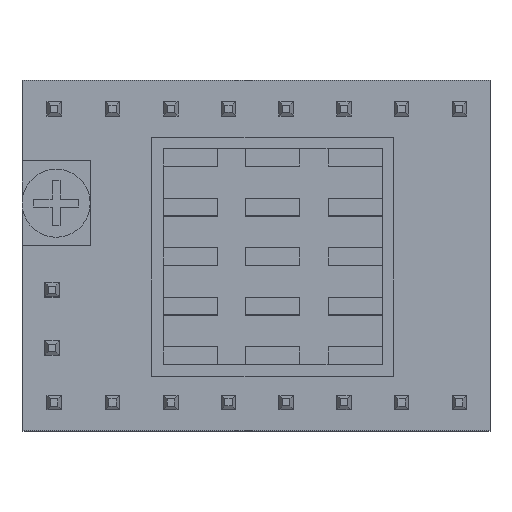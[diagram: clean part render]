
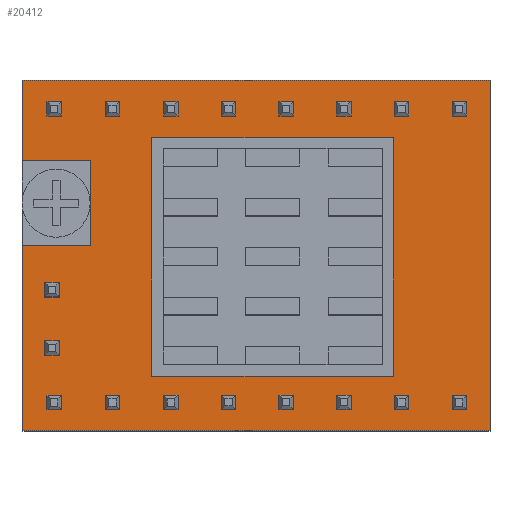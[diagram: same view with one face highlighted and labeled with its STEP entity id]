
A CAD part, top view. The second image highlights one B-rep face of the part: STEP entity #20412.
In plain terms, the highlighted planar face has unit normal (0, 0, 1).
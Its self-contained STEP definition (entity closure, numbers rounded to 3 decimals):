
#339=FACE_BOUND('',#1994,.T.);
#792=FACE_OUTER_BOUND('',#1993,.T.);
#1993=EDGE_LOOP('',(#14733,#14734,#14735,#14736));
#1994=EDGE_LOOP('',(#14737,#14738,#14739,#14740));
#3711=LINE('',#30170,#6487);
#3715=LINE('',#30179,#6491);
#3719=LINE('',#30185,#6495);
#3720=LINE('',#30187,#6496);
#3721=LINE('',#30190,#6497);
#3722=LINE('',#30192,#6498);
#3723=LINE('',#30194,#6499);
#3724=LINE('',#30195,#6500);
#6487=VECTOR('',#24708,1000.);
#6491=VECTOR('',#24714,1000.);
#6495=VECTOR('',#24722,1000.);
#6496=VECTOR('',#24725,1000.);
#6497=VECTOR('',#24726,1000.);
#6498=VECTOR('',#24727,1000.);
#6499=VECTOR('',#24728,1000.);
#6500=VECTOR('',#24729,1000.);
#8909=VERTEX_POINT('',#30167);
#8910=VERTEX_POINT('',#30169);
#8913=VERTEX_POINT('',#30176);
#8914=VERTEX_POINT('',#30178);
#8915=VERTEX_POINT('',#30188);
#8916=VERTEX_POINT('',#30189);
#8917=VERTEX_POINT('',#30191);
#8918=VERTEX_POINT('',#30193);
#11027=EDGE_CURVE('',#8910,#8909,#3711,.T.);
#11031=EDGE_CURVE('',#8914,#8913,#3715,.T.);
#11035=EDGE_CURVE('',#8910,#8913,#3719,.T.);
#11036=EDGE_CURVE('',#8909,#8914,#3720,.T.);
#11037=EDGE_CURVE('',#8915,#8916,#3721,.T.);
#11038=EDGE_CURVE('',#8916,#8917,#3722,.T.);
#11039=EDGE_CURVE('',#8917,#8918,#3723,.T.);
#11040=EDGE_CURVE('',#8918,#8915,#3724,.T.);
#14733=ORIENTED_EDGE('',*,*,#11036,.T.);
#14734=ORIENTED_EDGE('',*,*,#11031,.T.);
#14735=ORIENTED_EDGE('',*,*,#11035,.F.);
#14736=ORIENTED_EDGE('',*,*,#11027,.T.);
#14737=ORIENTED_EDGE('',*,*,#11037,.T.);
#14738=ORIENTED_EDGE('',*,*,#11038,.T.);
#14739=ORIENTED_EDGE('',*,*,#11039,.T.);
#14740=ORIENTED_EDGE('',*,*,#11040,.T.);
#18863=PLANE('',#22104);
#20412=ADVANCED_FACE('',(#792,#339),#18863,.F.);
#22104=AXIS2_PLACEMENT_3D('',#30186,#24723,#24724);
#24708=DIRECTION('',(-1.,0.,0.));
#24714=DIRECTION('',(1.,0.,0.));
#24722=DIRECTION('',(0.,-1.,0.));
#24723=DIRECTION('center_axis',(0.,0.,-1.));
#24724=DIRECTION('ref_axis',(0.,-1.,0.));
#24725=DIRECTION('',(0.,-1.,0.));
#24726=DIRECTION('',(0.,1.,0.));
#24727=DIRECTION('',(1.,0.,0.));
#24728=DIRECTION('',(0.,-1.,0.));
#24729=DIRECTION('',(-1.,0.,0.));
#30167=CARTESIAN_POINT('',(-10.3,7.715,1.63));
#30169=CARTESIAN_POINT('',(10.3,7.715,1.63));
#30170=CARTESIAN_POINT('',(10.3,7.715,1.63));
#30176=CARTESIAN_POINT('',(10.3,-7.715,1.63));
#30178=CARTESIAN_POINT('',(-10.3,-7.715,1.63));
#30179=CARTESIAN_POINT('',(10.3,-7.715,1.63));
#30185=CARTESIAN_POINT('',(10.3,0.,1.63));
#30186=CARTESIAN_POINT('Origin',(0.,0.,1.63));
#30187=CARTESIAN_POINT('',(-10.3,0.,1.63));
#30188=CARTESIAN_POINT('',(-4.59,-5.305,1.63));
#30189=CARTESIAN_POINT('',(-4.59,5.195,1.63));
#30190=CARTESIAN_POINT('',(-4.59,2.598,1.63));
#30191=CARTESIAN_POINT('',(6.05,5.195,1.63));
#30192=CARTESIAN_POINT('',(3.025,5.195,1.63));
#30193=CARTESIAN_POINT('',(6.05,-5.305,1.63));
#30194=CARTESIAN_POINT('',(6.05,-2.653,1.63));
#30195=CARTESIAN_POINT('',(-2.295,-5.305,1.63));
